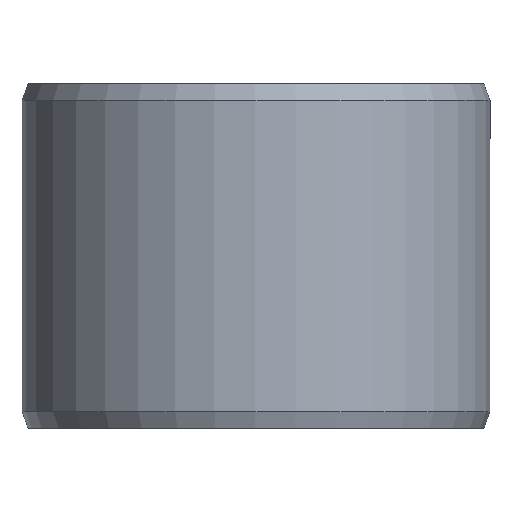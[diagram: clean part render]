
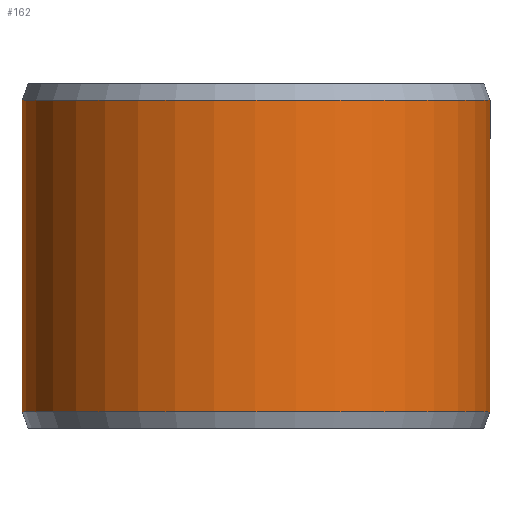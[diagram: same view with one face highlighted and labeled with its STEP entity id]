
A CAD part, front view. The second image highlights one B-rep face of the part: STEP entity #162.
In plain terms, the highlighted cylindrical face has radius 17 mm (diameter 34 mm), a partial arc.
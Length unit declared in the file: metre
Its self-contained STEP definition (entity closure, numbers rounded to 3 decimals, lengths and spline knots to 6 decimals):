
#162=ADVANCED_FACE('',(#185,#186),#187,.T.);
#185=FACE_OUTER_BOUND('',#211,.T.);
#186=FACE_BOUND('',#212,.T.);
#187=CYLINDRICAL_SURFACE('',#213,0.017);
#211=EDGE_LOOP('',(#289,#290,#291,#292));
#212=EDGE_LOOP('',(#293));
#213=AXIS2_PLACEMENT_3D('',#294,#295,#296);
#289=ORIENTED_EDGE('',*,*,#314,.T.);
#290=ORIENTED_EDGE('',*,*,#323,.F.);
#291=ORIENTED_EDGE('',*,*,#309,.F.);
#292=ORIENTED_EDGE('',*,*,#324,.T.);
#293=ORIENTED_EDGE('',*,*,#327,.T.);
#294=CARTESIAN_POINT('',(0.,0.,0.0));
#295=DIRECTION('',(0.,0.0,-1.0));
#296=DIRECTION('',(-1.0,0.0,0.));
#309=EDGE_CURVE('',#341,#342,#343,.T.);
#314=EDGE_CURVE('',#351,#349,#352,.T.);
#323=EDGE_CURVE('',#342,#349,#365,.T.);
#324=EDGE_CURVE('',#341,#351,#366,.T.);
#327=EDGE_CURVE('',#370,#370,#371,.T.);
#341=VERTEX_POINT('',#389);
#342=VERTEX_POINT('',#390);
#343=CIRCLE('',#391,0.017);
#349=VERTEX_POINT('',#399);
#351=VERTEX_POINT('',#402);
#352=CIRCLE('',#403,0.017);
#365=LINE('',#422,#423);
#366=LINE('',#424,#425);
#370=VERTEX_POINT('',#493);
#371=B_SPLINE_CURVE_WITH_KNOTS('',3,(#494,#495,#496,#497,#498,#499,#500,#501,#502,#503,#504,#505,#506,#507,#508,#509,#510,#511,#512,#513,#514,#515,#516,#517,#518,#519,#520,#521,#522,#523,#524,#525,#526,#527,#528,#529,#530,#531,#532,#533,#534,#535,#536,#537,#538,#539,#540,#541,#542,#543,#544,#545,#546,#547,#548,#549,#550,#551,#552,#553,#554,#555,#556,#557),.UNSPECIFIED.,.T.,.F.,(2,2,2,2,2,2,2,2,2,2,2,2,2,2,2,2,2,2,2,2,2,2,2,2,2,2,2,2,2,2,2,2,2,2),(-0.000587,0.0,0.000587,0.001175,0.001762,0.002349,0.002936,0.003524,0.004111,0.004698,0.005286,0.005873,0.00646,0.007047,0.007635,0.008222,0.008809,0.009397,0.009984,0.010571,0.011158,0.011746,0.012333,0.01292,0.013508,0.014095,0.014682,0.015269,0.015857,0.016444,0.017619,0.018206,0.018793,0.01938),.UNSPECIFIED.);
#389=CARTESIAN_POINT('',(0.000297,0.016997,0.0012));
#390=CARTESIAN_POINT('',(0.,0.017,0.0012));
#391=AXIS2_PLACEMENT_3D('',#571,#572,#573);
#399=CARTESIAN_POINT('',(0.,0.017,0.0238));
#402=CARTESIAN_POINT('',(0.000297,0.016997,0.0238));
#403=AXIS2_PLACEMENT_3D('',#580,#581,#582);
#422=CARTESIAN_POINT('',(0.,0.017,0.0012));
#423=VECTOR('',#595,1.0);
#424=CARTESIAN_POINT('',(0.000297,0.016997,0.0012));
#425=VECTOR('',#596,1.0);
#493=CARTESIAN_POINT('',(0.012798,-0.01119,0.0125));
#494=CARTESIAN_POINT('',(0.012798,-0.01119,0.012301));
#495=CARTESIAN_POINT('',(0.012798,-0.01119,0.012699));
#496=CARTESIAN_POINT('',(0.012811,-0.011175,0.012894));
#497=CARTESIAN_POINT('',(0.012862,-0.011116,0.013278));
#498=CARTESIAN_POINT('',(0.0129,-0.011072,0.013468));
#499=CARTESIAN_POINT('',(0.012999,-0.010955,0.013832));
#500=CARTESIAN_POINT('',(0.013059,-0.010884,0.014004));
#501=CARTESIAN_POINT('',(0.013199,-0.010714,0.01433));
#502=CARTESIAN_POINT('',(0.01328,-0.010615,0.014484));
#503=CARTESIAN_POINT('',(0.013452,-0.010396,0.01476));
#504=CARTESIAN_POINT('',(0.013544,-0.010276,0.014884));
#505=CARTESIAN_POINT('',(0.013741,-0.010011,0.015103));
#506=CARTESIAN_POINT('',(0.013843,-0.00987,0.015196));
#507=CARTESIAN_POINT('',(0.01405,-0.009573,0.015346));
#508=CARTESIAN_POINT('',(0.014156,-0.009416,0.015404));
#509=CARTESIAN_POINT('',(0.014367,-0.009091,0.015481));
#510=CARTESIAN_POINT('',(0.01447,-0.008925,0.0155));
#511=CARTESIAN_POINT('',(0.014672,-0.008589,0.0155));
#512=CARTESIAN_POINT('',(0.014772,-0.008417,0.015481));
#513=CARTESIAN_POINT('',(0.014959,-0.00808,0.015404));
#514=CARTESIAN_POINT('',(0.015047,-0.007914,0.015347));
#515=CARTESIAN_POINT('',(0.015213,-0.00759,0.015197));
#516=CARTESIAN_POINT('',(0.01529,-0.007432,0.015103));
#517=CARTESIAN_POINT('',(0.01543,-0.007137,0.014886));
#518=CARTESIAN_POINT('',(0.015493,-0.006998,0.014761));
#519=CARTESIAN_POINT('',(0.015607,-0.006741,0.014482));
#520=CARTESIAN_POINT('',(0.015656,-0.006626,0.014331));
#521=CARTESIAN_POINT('',(0.01574,-0.006423,0.014007));
#522=CARTESIAN_POINT('',(0.015776,-0.006334,0.013831));
#523=CARTESIAN_POINT('',(0.015832,-0.006193,0.013468));
#524=CARTESIAN_POINT('',(0.015853,-0.006139,0.013281));
#525=CARTESIAN_POINT('',(0.015881,-0.006066,0.012896));
#526=CARTESIAN_POINT('',(0.015888,-0.006047,0.012697));
#527=CARTESIAN_POINT('',(0.015888,-0.006047,0.012305));
#528=CARTESIAN_POINT('',(0.015881,-0.006065,0.01211));
#529=CARTESIAN_POINT('',(0.015853,-0.006138,0.011722));
#530=CARTESIAN_POINT('',(0.015832,-0.006192,0.011533));
#531=CARTESIAN_POINT('',(0.015777,-0.006333,0.011172));
#532=CARTESIAN_POINT('',(0.015741,-0.006421,0.010997));
#533=CARTESIAN_POINT('',(0.015656,-0.006625,0.01067));
#534=CARTESIAN_POINT('',(0.015608,-0.00674,0.010519));
#535=CARTESIAN_POINT('',(0.015495,-0.006994,0.010242));
#536=CARTESIAN_POINT('',(0.015431,-0.007136,0.010116));
#537=CARTESIAN_POINT('',(0.015291,-0.007431,0.009898));
#538=CARTESIAN_POINT('',(0.015215,-0.007586,0.009806));
#539=CARTESIAN_POINT('',(0.015049,-0.00791,0.009654));
#540=CARTESIAN_POINT('',(0.014959,-0.008078,0.009597));
#541=CARTESIAN_POINT('',(0.014773,-0.008414,0.00952));
#542=CARTESIAN_POINT('',(0.014675,-0.008584,0.0095));
#543=CARTESIAN_POINT('',(0.014471,-0.008924,0.0095));
#544=CARTESIAN_POINT('',(0.014368,-0.009089,0.009519));
#545=CARTESIAN_POINT('',(0.014158,-0.009412,0.009595));
#546=CARTESIAN_POINT('',(0.014051,-0.00957,0.009653));
#547=CARTESIAN_POINT('',(0.013844,-0.009869,0.009803));
#548=CARTESIAN_POINT('',(0.013742,-0.010009,0.009895));
#549=CARTESIAN_POINT('',(0.013547,-0.010272,0.010113));
#550=CARTESIAN_POINT('',(0.013452,-0.010395,0.010239));
#551=CARTESIAN_POINT('',(0.013194,-0.010723,0.010653));
#552=CARTESIAN_POINT('',(0.013049,-0.010897,0.010987));
#553=CARTESIAN_POINT('',(0.012901,-0.011071,0.011528));
#554=CARTESIAN_POINT('',(0.012863,-0.011115,0.011718));
#555=CARTESIAN_POINT('',(0.012811,-0.011175,0.012105));
#556=CARTESIAN_POINT('',(0.012798,-0.01119,0.012301));
#557=CARTESIAN_POINT('',(0.012798,-0.01119,0.012699));
#571=CARTESIAN_POINT('',(0.,0.,0.0012));
#572=DIRECTION('',(0.,0.0,-1.0));
#573=DIRECTION('',(-1.0,0.0,0.));
#580=CARTESIAN_POINT('',(0.,0.,0.0238));
#581=DIRECTION('',(0.,0.0,-1.0));
#582=DIRECTION('',(-1.0,0.0,0.));
#595=DIRECTION('',(0.,0.0,1.0));
#596=DIRECTION('',(0.,0.,1.0));
